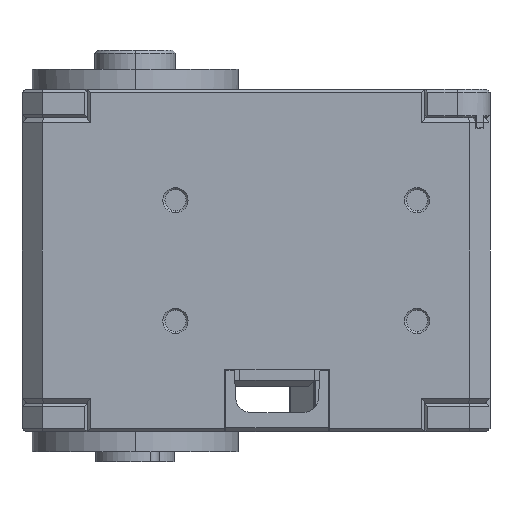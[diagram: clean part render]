
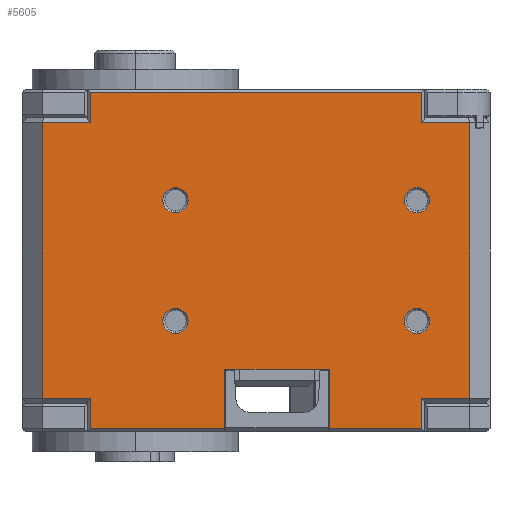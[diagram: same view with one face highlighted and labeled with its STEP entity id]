
A CAD part, left-side view. The second image highlights one B-rep face of the part: STEP entity #5605.
In plain terms, the highlighted planar face has unit normal (-1, 0, 0).
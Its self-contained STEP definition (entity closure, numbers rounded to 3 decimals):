
#669=CARTESIAN_POINT('',(-14.25,-28.,6.));
#670=DIRECTION('',(1.,0.,0.));
#671=DIRECTION('',(0.,0.,1.));
#672=AXIS2_PLACEMENT_3D('',#669,#670,#671);
#674=CARTESIAN_POINT('',(-14.25,-28.,6.));
#675=DIRECTION('',(1.,0.,0.));
#676=DIRECTION('',(0.,0.,-1.));
#677=AXIS2_PLACEMENT_3D('',#674,#675,#676);
#679=CARTESIAN_POINT('',(-14.25,-28.,-6.));
#680=DIRECTION('',(1.,0.,0.));
#681=DIRECTION('',(0.,0.,1.));
#682=AXIS2_PLACEMENT_3D('',#679,#680,#681);
#684=CARTESIAN_POINT('',(-14.25,-28.,-6.));
#685=DIRECTION('',(1.,0.,0.));
#686=DIRECTION('',(0.,0.,-1.));
#687=AXIS2_PLACEMENT_3D('',#684,#685,#686);
#689=CARTESIAN_POINT('',(-14.25,-4.,6.));
#690=DIRECTION('',(1.,0.,0.));
#691=DIRECTION('',(0.,0.,1.));
#692=AXIS2_PLACEMENT_3D('',#689,#690,#691);
#694=CARTESIAN_POINT('',(-14.25,-4.,6.));
#695=DIRECTION('',(1.,0.,0.));
#696=DIRECTION('',(0.,0.,-1.));
#697=AXIS2_PLACEMENT_3D('',#694,#695,#696);
#699=CARTESIAN_POINT('',(-14.25,-4.,-6.));
#700=DIRECTION('',(1.,0.,0.));
#701=DIRECTION('',(0.,0.,1.));
#702=AXIS2_PLACEMENT_3D('',#699,#700,#701);
#704=CARTESIAN_POINT('',(-14.25,-4.,-6.));
#705=DIRECTION('',(1.,0.,0.));
#706=DIRECTION('',(0.,0.,-1.));
#707=AXIS2_PLACEMENT_3D('',#704,#705,#706);
#709=DIRECTION('',(0.,-1.,0.));
#710=VECTOR('',#709,4.8);
#711=CARTESIAN_POINT('',(-14.25,9.25,13.7));
#712=LINE('',#711,#710);
#713=DIRECTION('',(0.,-1.,0.));
#714=VECTOR('',#713,32.9);
#715=CARTESIAN_POINT('',(-14.25,4.45,16.7));
#716=LINE('',#715,#714);
#717=DIRECTION('',(0.,-1.,0.));
#718=VECTOR('',#717,4.8);
#719=CARTESIAN_POINT('',(-14.25,-28.45,13.7));
#720=LINE('',#719,#718);
#721=DIRECTION('',(0.,1.,0.));
#722=VECTOR('',#721,4.8);
#723=CARTESIAN_POINT('',(-14.25,-33.25,-13.7));
#724=LINE('',#723,#722);
#725=DIRECTION('',(0.,1.,0.));
#726=VECTOR('',#725,9.15);
#727=CARTESIAN_POINT('',(-14.25,-28.45,-16.7));
#728=LINE('',#727,#726);
#729=DIRECTION('',(0.,1.,0.));
#730=VECTOR('',#729,10.4);
#731=CARTESIAN_POINT('',(-14.25,-19.3,-10.8));
#732=LINE('',#731,#730);
#733=DIRECTION('',(0.,1.,0.));
#734=VECTOR('',#733,13.35);
#735=CARTESIAN_POINT('',(-14.25,-8.9,-16.7));
#736=LINE('',#735,#734);
#737=DIRECTION('',(0.,1.,0.));
#738=VECTOR('',#737,4.8);
#739=CARTESIAN_POINT('',(-14.25,4.45,-13.7));
#740=LINE('',#739,#738);
#741=DIRECTION('',(0.,0.,-1.));
#742=VECTOR('',#741,27.4);
#743=CARTESIAN_POINT('',(-14.25,9.25,13.7));
#744=LINE('',#743,#742);
#889=DIRECTION('',(0.,0.,-1.));
#890=VECTOR('',#889,3.);
#891=CARTESIAN_POINT('',(-14.25,4.45,16.7));
#892=LINE('',#891,#890);
#1505=DIRECTION('',(0.,0.,-1.));
#1506=VECTOR('',#1505,3.);
#1507=CARTESIAN_POINT('',(-14.25,4.45,-13.7));
#1508=LINE('',#1507,#1506);
#1529=DIRECTION('',(0.,0.,1.));
#1530=VECTOR('',#1529,5.9);
#1531=CARTESIAN_POINT('',(-14.25,-8.9,-16.7));
#1532=LINE('',#1531,#1530);
#1565=DIRECTION('',(0.,0.,-1.));
#1566=VECTOR('',#1565,5.9);
#1567=CARTESIAN_POINT('',(-14.25,-19.3,-10.8));
#1568=LINE('',#1567,#1566);
#2117=DIRECTION('',(0.,0.,-1.));
#2118=VECTOR('',#2117,27.4);
#2119=CARTESIAN_POINT('',(-14.25,-33.25,13.7));
#2120=LINE('',#2119,#2118);
#2141=DIRECTION('',(0.,0.,1.));
#2142=VECTOR('',#2141,3.);
#2143=CARTESIAN_POINT('',(-14.25,-28.45,-16.7));
#2144=LINE('',#2143,#2142);
#3441=DIRECTION('',(0.,0.,1.));
#3442=VECTOR('',#3441,3.);
#3443=CARTESIAN_POINT('',(-14.25,-28.45,13.7));
#3444=LINE('',#3443,#3442);
#3755=CARTESIAN_POINT('',(-14.25,-8.9,-16.7));
#3757=VERTEX_POINT('',#3755);
#3768=CARTESIAN_POINT('',(-14.25,-19.3,-16.7));
#3770=VERTEX_POINT('',#3768);
#3843=CARTESIAN_POINT('',(-14.25,-28.,7.25));
#3844=CARTESIAN_POINT('',(-14.25,-28.,4.75));
#3845=VERTEX_POINT('',#3843);
#3846=VERTEX_POINT('',#3844);
#3851=CARTESIAN_POINT('',(-14.25,-28.,-4.75));
#3852=CARTESIAN_POINT('',(-14.25,-28.,-7.25));
#3853=VERTEX_POINT('',#3851);
#3854=VERTEX_POINT('',#3852);
#3859=CARTESIAN_POINT('',(-14.25,-4.,7.25));
#3860=CARTESIAN_POINT('',(-14.25,-4.,4.75));
#3861=VERTEX_POINT('',#3859);
#3862=VERTEX_POINT('',#3860);
#3867=CARTESIAN_POINT('',(-14.25,-4.,-4.75));
#3868=CARTESIAN_POINT('',(-14.25,-4.,-7.25));
#3869=VERTEX_POINT('',#3867);
#3870=VERTEX_POINT('',#3868);
#3955=CARTESIAN_POINT('',(-14.25,-19.3,-10.8));
#3956=CARTESIAN_POINT('',(-14.25,-8.9,-10.8));
#3957=VERTEX_POINT('',#3955);
#3958=VERTEX_POINT('',#3956);
#4486=CARTESIAN_POINT('',(-14.25,-28.45,-16.7));
#4488=VERTEX_POINT('',#4486);
#4489=CARTESIAN_POINT('',(-14.25,4.45,-16.7));
#4491=VERTEX_POINT('',#4489);
#4517=CARTESIAN_POINT('',(-14.25,-28.45,16.7));
#4519=VERTEX_POINT('',#4517);
#4522=CARTESIAN_POINT('',(-14.25,4.45,16.7));
#4524=VERTEX_POINT('',#4522);
#4525=CARTESIAN_POINT('',(-14.25,9.25,13.7));
#4526=CARTESIAN_POINT('',(-14.25,4.45,13.7));
#4527=VERTEX_POINT('',#4525);
#4528=VERTEX_POINT('',#4526);
#4549=CARTESIAN_POINT('',(-14.25,-33.25,13.7));
#4550=VERTEX_POINT('',#4549);
#4555=CARTESIAN_POINT('',(-14.25,-28.45,13.7));
#4556=VERTEX_POINT('',#4555);
#4591=CARTESIAN_POINT('',(-14.25,9.25,-13.7));
#4592=VERTEX_POINT('',#4591);
#4593=CARTESIAN_POINT('',(-14.25,-33.25,-13.7));
#4594=VERTEX_POINT('',#4593);
#4625=CARTESIAN_POINT('',(-14.25,4.45,-13.7));
#4626=VERTEX_POINT('',#4625);
#4641=CARTESIAN_POINT('',(-14.25,-28.45,-13.7));
#4642=VERTEX_POINT('',#4641);
#5543=CARTESIAN_POINT('',(-14.25,9.25,17.));
#5544=DIRECTION('',(-1.,0.,0.));
#5545=DIRECTION('',(0.,-1.,0.));
#5546=AXIS2_PLACEMENT_3D('',#5543,#5544,#5545);
#5547=PLANE('',#5546);
#5548=ORIENTED_EDGE('',*,*,#5531,.T.);
#5550=ORIENTED_EDGE('',*,*,#5549,.F.);
#5552=ORIENTED_EDGE('',*,*,#5551,.T.);
#5554=ORIENTED_EDGE('',*,*,#5553,.F.);
#5556=ORIENTED_EDGE('',*,*,#5555,.T.);
#5558=ORIENTED_EDGE('',*,*,#5557,.T.);
#5560=ORIENTED_EDGE('',*,*,#5559,.T.);
#5562=ORIENTED_EDGE('',*,*,#5561,.F.);
#5564=ORIENTED_EDGE('',*,*,#5563,.T.);
#5566=ORIENTED_EDGE('',*,*,#5565,.F.);
#5568=ORIENTED_EDGE('',*,*,#5567,.T.);
#5570=ORIENTED_EDGE('',*,*,#5569,.F.);
#5572=ORIENTED_EDGE('',*,*,#5571,.T.);
#5574=ORIENTED_EDGE('',*,*,#5573,.F.);
#5576=ORIENTED_EDGE('',*,*,#5575,.T.);
#5578=ORIENTED_EDGE('',*,*,#5577,.F.);
#5579=EDGE_LOOP('',(#5548,#5550,#5552,#5554,#5556,#5558,#5560,#5562,#5564,#5566,
#5568,#5570,#5572,#5574,#5576,#5578));
#5580=FACE_OUTER_BOUND('',#5579,.F.);
#5582=ORIENTED_EDGE('',*,*,#5581,.F.);
#5584=ORIENTED_EDGE('',*,*,#5583,.F.);
#5585=EDGE_LOOP('',(#5582,#5584));
#5586=FACE_BOUND('',#5585,.F.);
#5588=ORIENTED_EDGE('',*,*,#5587,.F.);
#5590=ORIENTED_EDGE('',*,*,#5589,.F.);
#5591=EDGE_LOOP('',(#5588,#5590));
#5592=FACE_BOUND('',#5591,.F.);
#5594=ORIENTED_EDGE('',*,*,#5593,.F.);
#5596=ORIENTED_EDGE('',*,*,#5595,.F.);
#5597=EDGE_LOOP('',(#5594,#5596));
#5598=FACE_BOUND('',#5597,.F.);
#5600=ORIENTED_EDGE('',*,*,#5599,.F.);
#5602=ORIENTED_EDGE('',*,*,#5601,.F.);
#5603=EDGE_LOOP('',(#5600,#5602));
#5604=FACE_BOUND('',#5603,.F.);
#5605=ADVANCED_FACE('',(#5580,#5586,#5592,#5598,#5604),#5547,.T.);
#673=CIRCLE('',#672,1.25);
#678=CIRCLE('',#677,1.25);
#683=CIRCLE('',#682,1.25);
#688=CIRCLE('',#687,1.25);
#693=CIRCLE('',#692,1.25);
#698=CIRCLE('',#697,1.25);
#703=CIRCLE('',#702,1.25);
#708=CIRCLE('',#707,1.25);
#5531=EDGE_CURVE('',#4527,#4528,#712,.T.);
#5549=EDGE_CURVE('',#4524,#4528,#892,.T.);
#5551=EDGE_CURVE('',#4524,#4519,#716,.T.);
#5553=EDGE_CURVE('',#4556,#4519,#3444,.T.);
#5555=EDGE_CURVE('',#4556,#4550,#720,.T.);
#5557=EDGE_CURVE('',#4550,#4594,#2120,.T.);
#5559=EDGE_CURVE('',#4594,#4642,#724,.T.);
#5561=EDGE_CURVE('',#4488,#4642,#2144,.T.);
#5563=EDGE_CURVE('',#4488,#3770,#728,.T.);
#5565=EDGE_CURVE('',#3957,#3770,#1568,.T.);
#5567=EDGE_CURVE('',#3957,#3958,#732,.T.);
#5569=EDGE_CURVE('',#3757,#3958,#1532,.T.);
#5571=EDGE_CURVE('',#3757,#4491,#736,.T.);
#5573=EDGE_CURVE('',#4626,#4491,#1508,.T.);
#5575=EDGE_CURVE('',#4626,#4592,#740,.T.);
#5577=EDGE_CURVE('',#4527,#4592,#744,.T.);
#5581=EDGE_CURVE('',#3853,#3854,#683,.T.);
#5583=EDGE_CURVE('',#3854,#3853,#688,.T.);
#5587=EDGE_CURVE('',#3861,#3862,#693,.T.);
#5589=EDGE_CURVE('',#3862,#3861,#698,.T.);
#5593=EDGE_CURVE('',#3869,#3870,#703,.T.);
#5595=EDGE_CURVE('',#3870,#3869,#708,.T.);
#5599=EDGE_CURVE('',#3845,#3846,#673,.T.);
#5601=EDGE_CURVE('',#3846,#3845,#678,.T.);
